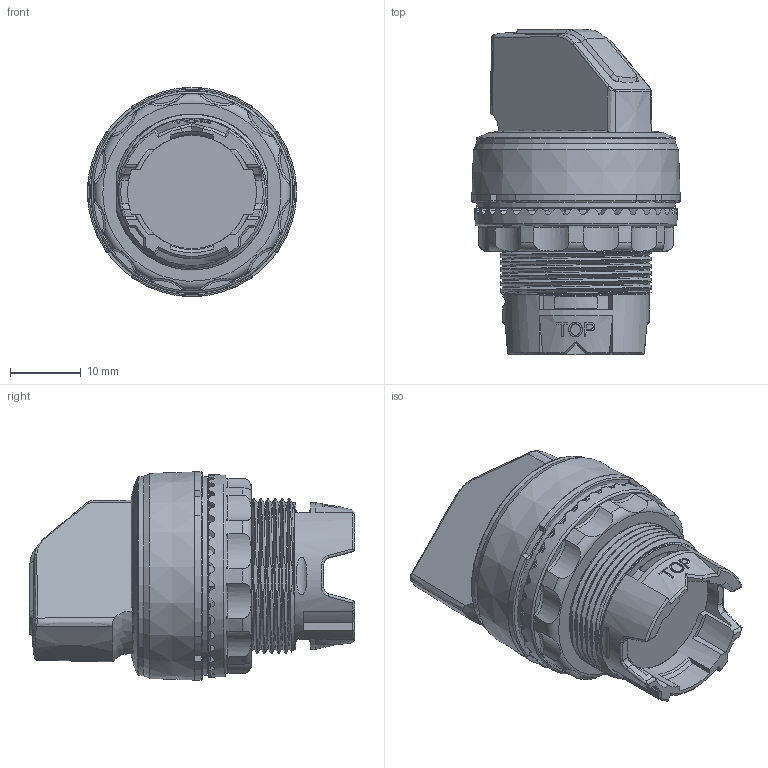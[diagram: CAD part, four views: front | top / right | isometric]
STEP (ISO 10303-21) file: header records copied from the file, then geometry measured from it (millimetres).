
FILE_DESCRIPTION(/* description */ (''),/* implementation_level */ '2;1');
FILE_NAME(/* name */ 'TS2520-1AF60-R20_stp.stp',/* time_stamp */ '2022-08-18T11:06:15+08:00',/* author */ (''),/* organization */ (''),/* preprocessor_version */ 'ST-DEVELOPER v16',/* originating_system */ 'SIEMENS PLM Software NX 10.0',/* authorisation */ '');
FILE_SCHEMA (('AP203_CONFIGURATION_CONTROLLED_3D_DESIGN_OF_MECHANICAL_PARTS_AND_ASSEMBLIES_MIM_LF { 1 0 10303 403 2 1 2}'));
Length unit declared in the file: millimetre
Products named in the file (1): Admi1F68E5B6sbme
Bounding box: 29.5 x 45.96 x 29.5 mm (x, y, z)
Volume: 12154.8 mm3; surface area: 11232 mm2
Topology: 6 solids, 6 shells, 920 faces, 2548 edges, 1640 vertices
Faces by surface type: plane 322, bspline 220, cylinder 194, torus 96, cone 70, extrusion 16, sphere 2
Full cylindrical faces by diameter (mm): 20.7 x2, 21 x1, 23.8 x1, 24 x1, 24.3 x1, 25.8 x1, 26.8 x1, 28 x1, 28.6 x1
Entity records: 41614 total; most frequent: CARTESIAN_POINT 20387, ORIENTED_EDGE 4978, DIRECTION 3624, EDGE_CURVE 2489, VERTEX_POINT 1621, AXIS2_PLACEMENT_3D 1433, B_SPLINE_CURVE_WITH_KNOTS 999, EDGE_LOOP 988
